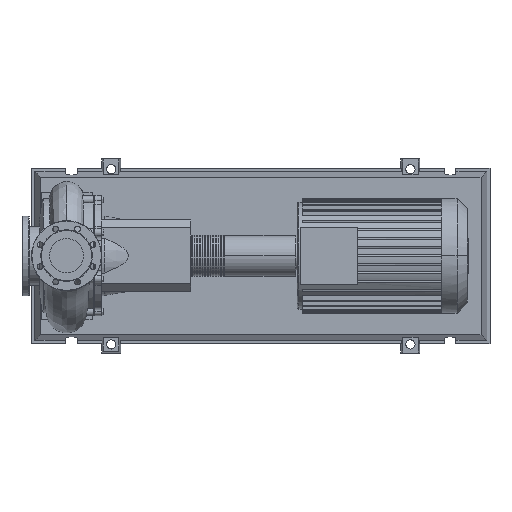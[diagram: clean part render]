
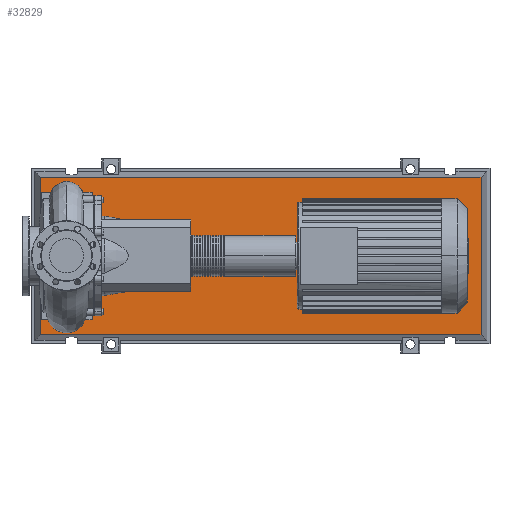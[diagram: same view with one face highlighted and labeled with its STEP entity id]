
A CAD part, top view. The second image highlights one B-rep face of the part: STEP entity #32829.
In plain terms, the highlighted planar face has unit normal (0, 0, 1).
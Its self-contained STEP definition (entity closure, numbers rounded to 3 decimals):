
#28996=CARTESIAN_POINT('',(1301.732,-246.732,103.0));
#28997=VERTEX_POINT('',#28996);
#29004=CARTESIAN_POINT('',(-81.732,-246.732,103.0));
#29005=VERTEX_POINT('',#29004);
#29006=CARTESIAN_POINT('',(1301.732,-246.732,103.0));
#29007=DIRECTION('',(-1.0,0.0,0.0));
#29008=VECTOR('',#29007,1383.465);
#29009=LINE('',#29006,#29008);
#29010=EDGE_CURVE('',#28997,#29005,#29009,.T.);
#32742=CARTESIAN_POINT('',(1301.732,246.732,103.0));
#32743=VERTEX_POINT('',#32742);
#32744=CARTESIAN_POINT('',(1301.732,246.732,103.0));
#32745=DIRECTION('',(0.0,-1.0,0.0));
#32746=VECTOR('',#32745,493.465);
#32747=LINE('',#32744,#32746);
#32748=EDGE_CURVE('',#32743,#28997,#32747,.T.);
#32766=CARTESIAN_POINT('',(-81.732,246.732,103.0));
#32767=VERTEX_POINT('',#32766);
#32768=CARTESIAN_POINT('',(-81.732,-246.732,103.0));
#32769=DIRECTION('',(0.0,1.0,0.0));
#32770=VECTOR('',#32769,493.465);
#32771=LINE('',#32768,#32770);
#32772=EDGE_CURVE('',#29005,#32767,#32771,.T.);
#32805=CARTESIAN_POINT('',(-81.732,246.732,103.0));
#32806=DIRECTION('',(1.0,0.0,0.0));
#32807=VECTOR('',#32806,1383.465);
#32808=LINE('',#32805,#32807);
#32809=EDGE_CURVE('',#32767,#32743,#32808,.T.);
#32818=CARTESIAN_POINT('',(610.,0.0,103.0));
#32819=DIRECTION('',(0.0,0.0,1.0));
#32820=DIRECTION('',(1.0,0.0,0.0));
#32821=AXIS2_PLACEMENT_3D('',#32818,#32819,#32820);
#32822=PLANE('',#32821);
#32823=ORIENTED_EDGE('',*,*,#32748,.F.);
#32824=ORIENTED_EDGE('',*,*,#32809,.F.);
#32825=ORIENTED_EDGE('',*,*,#32772,.F.);
#32826=ORIENTED_EDGE('',*,*,#29010,.F.);
#32827=EDGE_LOOP('',(#32823,#32824,#32825,#32826));
#32828=FACE_OUTER_BOUND('',#32827,.T.);
#32829=ADVANCED_FACE('',(#32828),#32822,.T.);
